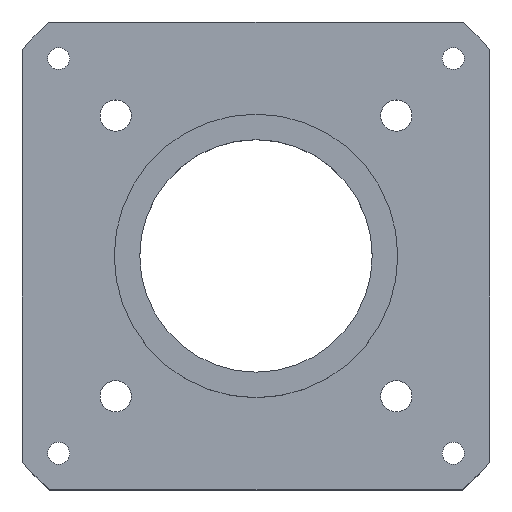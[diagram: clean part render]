
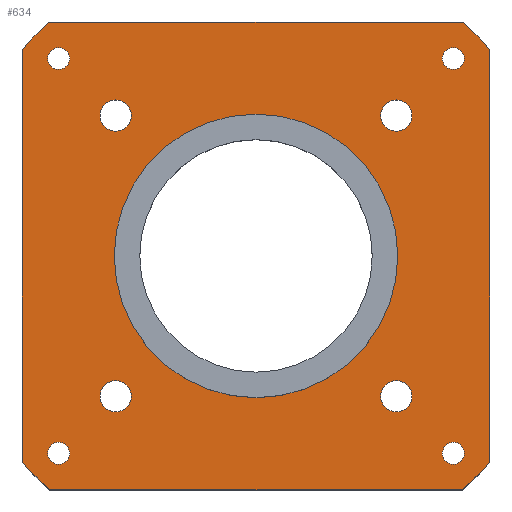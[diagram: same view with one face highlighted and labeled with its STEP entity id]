
A CAD part, top view. The second image highlights one B-rep face of the part: STEP entity #634.
In plain terms, the highlighted planar face has unit normal (0, 0, 1).
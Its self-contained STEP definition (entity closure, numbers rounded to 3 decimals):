
#43=PLANE('',#1117);
#64=VECTOR('',#772,1.);
#65=VECTOR('',#775,1.);
#66=VECTOR('',#778,1.);
#67=VECTOR('',#781,1.);
#88=LINE('',#985,#64);
#89=LINE('',#990,#65);
#90=LINE('',#994,#66);
#91=LINE('',#998,#67);
#128=VERTEX_POINT('',#968);
#129=VERTEX_POINT('',#970);
#130=VERTEX_POINT('',#972);
#131=VERTEX_POINT('',#974);
#132=VERTEX_POINT('',#976);
#133=VERTEX_POINT('',#978);
#134=VERTEX_POINT('',#980);
#135=VERTEX_POINT('',#982);
#136=VERTEX_POINT('',#984);
#137=VERTEX_POINT('',#986);
#138=VERTEX_POINT('',#987);
#139=VERTEX_POINT('',#989);
#140=VERTEX_POINT('',#991);
#141=VERTEX_POINT('',#993);
#142=VERTEX_POINT('',#995);
#143=VERTEX_POINT('',#997);
#144=VERTEX_POINT('',#999);
#185=CIRCLE('',#1118,2.75);
#186=CIRCLE('',#1119,2.75);
#187=CIRCLE('',#1120,2.75);
#188=CIRCLE('',#1121,1.934);
#189=CIRCLE('',#1122,1.934);
#190=CIRCLE('',#1123,1.934);
#191=CIRCLE('',#1124,2.75);
#192=CIRCLE('',#1125,1.934);
#193=CIRCLE('',#1126,25.);
#194=CIRCLE('',#1127,55.);
#195=CIRCLE('',#1128,55.);
#196=CIRCLE('',#1129,55.);
#197=CIRCLE('',#1130,55.);
#251=EDGE_CURVE('',#128,#128,#185,.T.);
#252=EDGE_CURVE('',#129,#129,#186,.T.);
#253=EDGE_CURVE('',#130,#130,#187,.T.);
#254=EDGE_CURVE('',#131,#131,#188,.T.);
#255=EDGE_CURVE('',#132,#132,#189,.T.);
#256=EDGE_CURVE('',#133,#133,#190,.T.);
#257=EDGE_CURVE('',#134,#134,#191,.T.);
#258=EDGE_CURVE('',#135,#135,#192,.T.);
#259=EDGE_CURVE('',#136,#136,#193,.T.);
#260=EDGE_CURVE('',#137,#138,#88,.T.);
#261=EDGE_CURVE('',#138,#139,#194,.T.);
#262=EDGE_CURVE('',#139,#140,#89,.T.);
#263=EDGE_CURVE('',#140,#141,#195,.T.);
#264=EDGE_CURVE('',#141,#142,#90,.T.);
#265=EDGE_CURVE('',#142,#143,#196,.T.);
#266=EDGE_CURVE('',#143,#144,#91,.T.);
#267=EDGE_CURVE('',#144,#137,#197,.T.);
#334=ORIENTED_EDGE('',*,*,#251,.F.);
#335=ORIENTED_EDGE('',*,*,#252,.F.);
#336=ORIENTED_EDGE('',*,*,#253,.F.);
#337=ORIENTED_EDGE('',*,*,#254,.F.);
#338=ORIENTED_EDGE('',*,*,#255,.F.);
#339=ORIENTED_EDGE('',*,*,#256,.F.);
#340=ORIENTED_EDGE('',*,*,#257,.F.);
#341=ORIENTED_EDGE('',*,*,#258,.F.);
#342=ORIENTED_EDGE('',*,*,#259,.F.);
#343=ORIENTED_EDGE('',*,*,#260,.T.);
#344=ORIENTED_EDGE('',*,*,#261,.T.);
#345=ORIENTED_EDGE('',*,*,#262,.T.);
#346=ORIENTED_EDGE('',*,*,#263,.T.);
#347=ORIENTED_EDGE('',*,*,#264,.T.);
#348=ORIENTED_EDGE('',*,*,#265,.T.);
#349=ORIENTED_EDGE('',*,*,#266,.T.);
#350=ORIENTED_EDGE('',*,*,#267,.T.);
#471=EDGE_LOOP('',(#334));
#472=EDGE_LOOP('',(#335));
#473=EDGE_LOOP('',(#336));
#474=EDGE_LOOP('',(#337));
#475=EDGE_LOOP('',(#338));
#476=EDGE_LOOP('',(#339));
#477=EDGE_LOOP('',(#340));
#478=EDGE_LOOP('',(#341));
#479=EDGE_LOOP('',(#342));
#480=EDGE_LOOP('',(#343,#344,#345,#346,#347,#348,#349,#350));
#555=FACE_BOUND('',#471,.T.);
#556=FACE_BOUND('',#472,.T.);
#557=FACE_BOUND('',#473,.T.);
#558=FACE_BOUND('',#474,.T.);
#559=FACE_BOUND('',#475,.T.);
#560=FACE_BOUND('',#476,.T.);
#561=FACE_BOUND('',#477,.T.);
#562=FACE_BOUND('',#478,.T.);
#563=FACE_BOUND('',#479,.T.);
#564=FACE_BOUND('',#480,.T.);
#634=ADVANCED_FACE('',(#555,#556,#557,#558,#559,#560,#561,#562,#563,#564),
#43,.T.);
#753=DIRECTION('',(0.,0.,1.));
#754=DIRECTION('',(0.,0.,1.));
#755=DIRECTION('',(2.75,0.,0.));
#756=DIRECTION('',(0.,0.,1.));
#757=DIRECTION('',(2.75,0.,0.));
#758=DIRECTION('',(0.,0.,1.));
#759=DIRECTION('',(2.75,0.,0.));
#760=DIRECTION('',(0.,0.,1.));
#761=DIRECTION('',(1.934,0.,0.));
#762=DIRECTION('',(0.,0.,1.));
#763=DIRECTION('',(1.934,0.,0.));
#764=DIRECTION('',(0.,0.,1.));
#765=DIRECTION('',(1.934,0.,0.));
#766=DIRECTION('',(0.,0.,1.));
#767=DIRECTION('',(2.75,0.,0.));
#768=DIRECTION('',(0.,0.,1.));
#769=DIRECTION('',(1.934,0.,0.));
#770=DIRECTION('',(0.,0.,1.));
#771=DIRECTION('',(25.,0.,0.));
#772=DIRECTION('',(0.,1.,0.));
#773=DIRECTION('',(0.,0.,1.));
#774=DIRECTION('',(55.,0.,0.));
#775=DIRECTION('',(-1.,0.,0.));
#776=DIRECTION('',(0.,0.,1.));
#777=DIRECTION('',(55.,0.,0.));
#778=DIRECTION('',(0.,-1.,0.));
#779=DIRECTION('',(0.,0.,1.));
#780=DIRECTION('',(55.,0.,0.));
#781=DIRECTION('',(1.,0.,0.));
#782=DIRECTION('',(0.,0.,1.));
#783=DIRECTION('',(55.,0.,0.));
#966=CARTESIAN_POINT('',(-41.25,41.25,12.5));
#967=CARTESIAN_POINT('',(-24.749,24.749,12.5));
#968=CARTESIAN_POINT('',(-21.999,24.749,12.5));
#969=CARTESIAN_POINT('',(-24.749,-24.749,12.5));
#970=CARTESIAN_POINT('',(-21.999,-24.749,12.5));
#971=CARTESIAN_POINT('',(24.749,-24.749,12.5));
#972=CARTESIAN_POINT('',(27.499,-24.749,12.5));
#973=CARTESIAN_POINT('',(-34.8,34.8,12.5));
#974=CARTESIAN_POINT('',(-32.866,34.8,12.5));
#975=CARTESIAN_POINT('',(-34.8,-34.8,12.5));
#976=CARTESIAN_POINT('',(-32.866,-34.8,12.5));
#977=CARTESIAN_POINT('',(34.8,-34.8,12.5));
#978=CARTESIAN_POINT('',(36.734,-34.8,12.5));
#979=CARTESIAN_POINT('',(24.749,24.749,12.5));
#980=CARTESIAN_POINT('',(27.499,24.749,12.5));
#981=CARTESIAN_POINT('',(34.8,34.8,12.5));
#982=CARTESIAN_POINT('',(36.734,34.8,12.5));
#983=CARTESIAN_POINT('',(0.,0.,12.5));
#984=CARTESIAN_POINT('',(25.,0.,12.5));
#985=CARTESIAN_POINT('',(41.25,-36.379,12.5));
#986=CARTESIAN_POINT('',(41.25,-36.379,12.5));
#987=CARTESIAN_POINT('',(41.25,36.379,12.5));
#988=CARTESIAN_POINT('',(0.,0.,12.5));
#989=CARTESIAN_POINT('',(36.379,41.25,12.5));
#990=CARTESIAN_POINT('',(36.379,41.25,12.5));
#991=CARTESIAN_POINT('',(-36.379,41.25,12.5));
#992=CARTESIAN_POINT('',(0.,0.,12.5));
#993=CARTESIAN_POINT('',(-41.25,36.379,12.5));
#994=CARTESIAN_POINT('',(-41.25,36.379,12.5));
#995=CARTESIAN_POINT('',(-41.25,-36.379,12.5));
#996=CARTESIAN_POINT('',(0.,0.,12.5));
#997=CARTESIAN_POINT('',(-36.379,-41.25,12.5));
#998=CARTESIAN_POINT('',(-36.379,-41.25,12.5));
#999=CARTESIAN_POINT('',(36.379,-41.25,12.5));
#1000=CARTESIAN_POINT('',(0.,0.,12.5));
#1117=AXIS2_PLACEMENT_3D('',#966,#753,$);
#1118=AXIS2_PLACEMENT_3D('',#967,#754,#755);
#1119=AXIS2_PLACEMENT_3D('',#969,#756,#757);
#1120=AXIS2_PLACEMENT_3D('',#971,#758,#759);
#1121=AXIS2_PLACEMENT_3D('',#973,#760,#761);
#1122=AXIS2_PLACEMENT_3D('',#975,#762,#763);
#1123=AXIS2_PLACEMENT_3D('',#977,#764,#765);
#1124=AXIS2_PLACEMENT_3D('',#979,#766,#767);
#1125=AXIS2_PLACEMENT_3D('',#981,#768,#769);
#1126=AXIS2_PLACEMENT_3D('',#983,#770,#771);
#1127=AXIS2_PLACEMENT_3D('',#988,#773,#774);
#1128=AXIS2_PLACEMENT_3D('',#992,#776,#777);
#1129=AXIS2_PLACEMENT_3D('',#996,#779,#780);
#1130=AXIS2_PLACEMENT_3D('',#1000,#782,#783);
